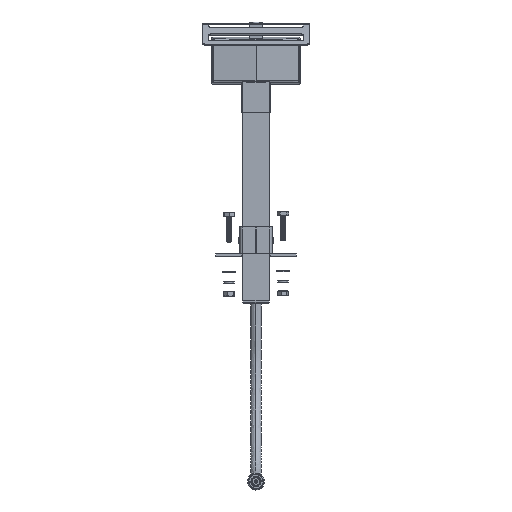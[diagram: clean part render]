
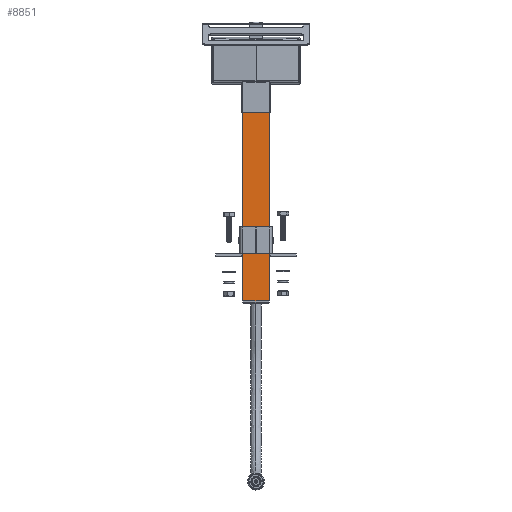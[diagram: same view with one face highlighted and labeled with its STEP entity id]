
A CAD part, front view. The second image highlights one B-rep face of the part: STEP entity #8851.
In plain terms, the highlighted face is planar.
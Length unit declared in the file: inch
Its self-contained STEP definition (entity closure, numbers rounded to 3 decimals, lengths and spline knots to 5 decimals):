
#59 = ORIENTED_EDGE ( 'NONE', *, *, #5304, .T. ) ;
#60 = ORIENTED_EDGE ( 'NONE', *, *, #5305, .T. ) ;
#61 = ORIENTED_EDGE ( 'NONE', *, *, #5307, .F. ) ;
#62 = ORIENTED_EDGE ( 'NONE', *, *, #5266, .T. ) ;
#485 = EDGE_LOOP ( 'NONE', ( #59, #60, #61, #62 ) ) ;
#1524 = AXIS2_PLACEMENT_3D ( 'NONE', #12014, #12003, #11986 ) ;
#4413 = VERTEX_POINT ( 'NONE', #20011 ) ;
#4654 = VERTEX_POINT ( 'NONE', #19802 ) ;
#4827 = VERTEX_POINT ( 'NONE', #7659 ) ;
#4990 = VERTEX_POINT ( 'NONE', #7941 ) ;
#5266 = EDGE_CURVE ( 'NONE', #4654, #4827, #12164, .T. ) ;
#5304 = EDGE_CURVE ( 'NONE', #4827, #4990, #12208, .T. ) ;
#5305 = EDGE_CURVE ( 'NONE', #4990, #4413, #12210, .T. ) ;
#5307 = EDGE_CURVE ( 'NONE', #4654, #4413, #12212, .T. ) ;
#5800 = FACE_OUTER_BOUND ( 'NONE', #485, .T. ) ;
#7659 = CARTESIAN_POINT ( 'NONE',  ( -5.1875, 0.5, -0.5 ) ) ;
#7941 = CARTESIAN_POINT ( 'NONE',  ( -12.1875, 0.5, -0.5 ) ) ;
#8851 = ADVANCED_FACE ( 'NONE', ( #5800 ), #11990, .F. ) ;
#11986 = DIRECTION ( 'NONE',  ( 1., 0., 0. ) ) ;
#11990 = PLANE ( 'NONE',  #1524 ) ;
#12003 = DIRECTION ( 'NONE',  ( 0., -1., 0. ) ) ;
#12014 = CARTESIAN_POINT ( 'NONE',  ( -5.1875, 0.5, 0.5 ) ) ;
#12164 = LINE ( 'NONE', #20110, #12169 ) ;
#12169 = VECTOR ( 'NONE', #20393, 39.37008 ) ;
#12208 = LINE ( 'NONE', #16439, #12211 ) ;
#12210 = LINE ( 'NONE', #16390, #12213 ) ;
#12211 = VECTOR ( 'NONE', #16225, 39.37008 ) ;
#12212 = LINE ( 'NONE', #16391, #12215 ) ;
#12213 = VECTOR ( 'NONE', #16434, 39.37008 ) ;
#12215 = VECTOR ( 'NONE', #16307, 39.37008 ) ;
#16225 = DIRECTION ( 'NONE',  ( -1., 0., 0. ) ) ;
#16307 = DIRECTION ( 'NONE',  ( -1., 0., 0. ) ) ;
#16390 = CARTESIAN_POINT ( 'NONE',  ( -12.1875, 0.5, -0.5 ) ) ;
#16391 = CARTESIAN_POINT ( 'NONE',  ( -5.1875, 0.5, 0.5 ) ) ;
#16434 = DIRECTION ( 'NONE',  ( 0., 0., 1. ) ) ;
#16439 = CARTESIAN_POINT ( 'NONE',  ( -5.1875, 0.5, -0.5 ) ) ;
#19802 = CARTESIAN_POINT ( 'NONE',  ( -5.1875, 0.5, 0.5 ) ) ;
#20011 = CARTESIAN_POINT ( 'NONE',  ( -12.1875, 0.5, 0.5 ) ) ;
#20110 = CARTESIAN_POINT ( 'NONE',  ( -5.1875, 0.5, 0.5 ) ) ;
#20393 = DIRECTION ( 'NONE',  ( 0., 0., -1. ) ) ;
